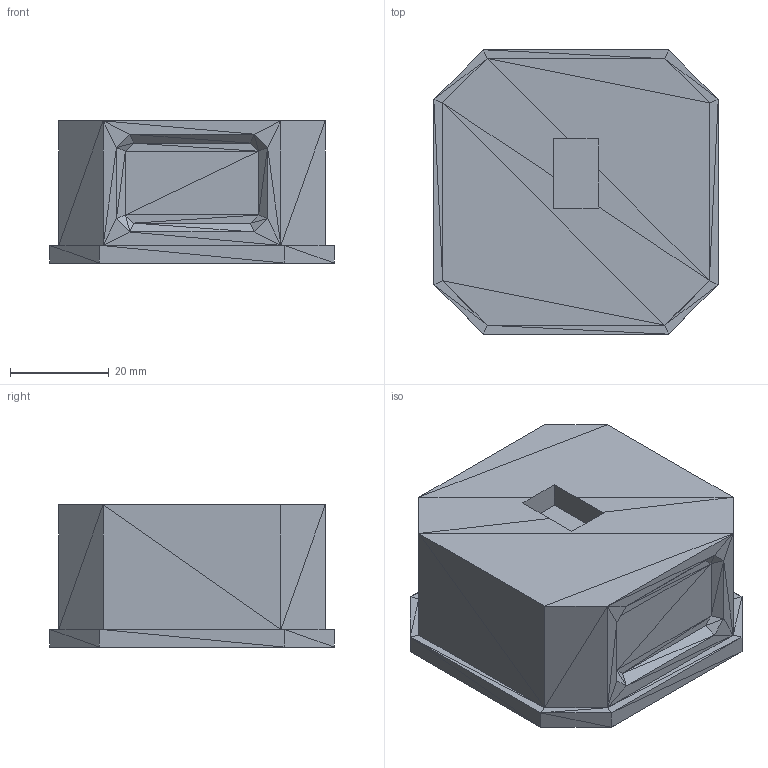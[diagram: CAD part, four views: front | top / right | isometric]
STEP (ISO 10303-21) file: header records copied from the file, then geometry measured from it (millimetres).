
FILE_DESCRIPTION(/* description */ (''),/* implementation_level */ '2;1');
FILE_NAME(/* name */ 'Cyber_Champion_Stand.step',/* time_stamp */ '2023-04-13T09:10:00+02:00',/* author */ (''),/* organization */ (''),/* preprocessor_version */ 'ST-DEVELOPER v19.2',/* originating_system */ 'Autodesk Translation Framework v12.4.0.73',/* authorisation */ '');
FILE_SCHEMA (('AUTOMOTIVE_DESIGN { 1 0 10303 214 3 1 1 }'));
Length unit declared in the file: millimetre
Products named in the file (1): With_hole
Bounding box: 57.6 x 57.6 x 28.8 mm (x, y, z)
Volume: 79045.5 mm3; surface area: 12190 mm2
Topology: 1 solids, 1 shells, 98 faces, 156 edges, 60 vertices
Faces by surface type: plane 98
Entity records: 2037 total; most frequent: DIRECTION 354, CARTESIAN_POINT 315, ORIENTED_EDGE 312, LINE 156, VECTOR 156, EDGE_CURVE 156, AXIS2_PLACEMENT_3D 99, FACE_OUTER_BOUND 98
